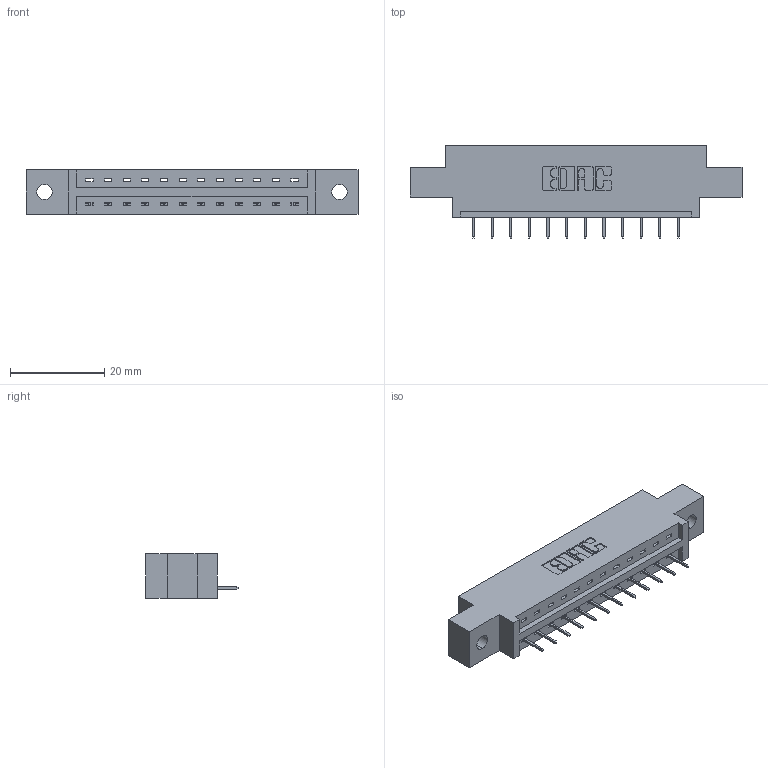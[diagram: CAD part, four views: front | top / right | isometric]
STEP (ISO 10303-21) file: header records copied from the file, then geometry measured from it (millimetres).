
FILE_DESCRIPTION (( 'STEP AP203' ), '1' );
FILE_NAME ('337-012-524-602.STEP', '2019-09-28T00:15:25', ( '' ), ( '' ), 'SwSTEP 2.0', 'SolidWorks 2016', '' );
FILE_SCHEMA (( 'CONFIG_CONTROL_DESIGN' ));
Length unit declared in the file: inch
Products named in the file (3): 337 Part_0.170 Offset - 0.128 Dia; 345-292-001_345-293-124; 337-012-524-602
Assembly tree (13 placements, depth 2):
  337-012-524-602
    337 Part_0.170 Offset - 0.128 Dia
    345-292-001_345-293-124  x12
Bounding box: 70.56 x 19.69 x 9.4 mm (x, y, z)
Volume: 6756.6 mm3; surface area: 6475.4 mm2
Topology: 13 solids, 13 shells, 910 faces, 2627 edges, 1702 vertices
Faces by surface type: plane 698, cylinder 212
Entity records: 13009 total; most frequent: CARTESIAN_POINT 2270, ORIENTED_EDGE 2218, DIRECTION 1973, EDGE_CURVE 1109, LINE 985, VECTOR 985, VERTEX_POINT 734, AXIS2_PLACEMENT_3D 494
